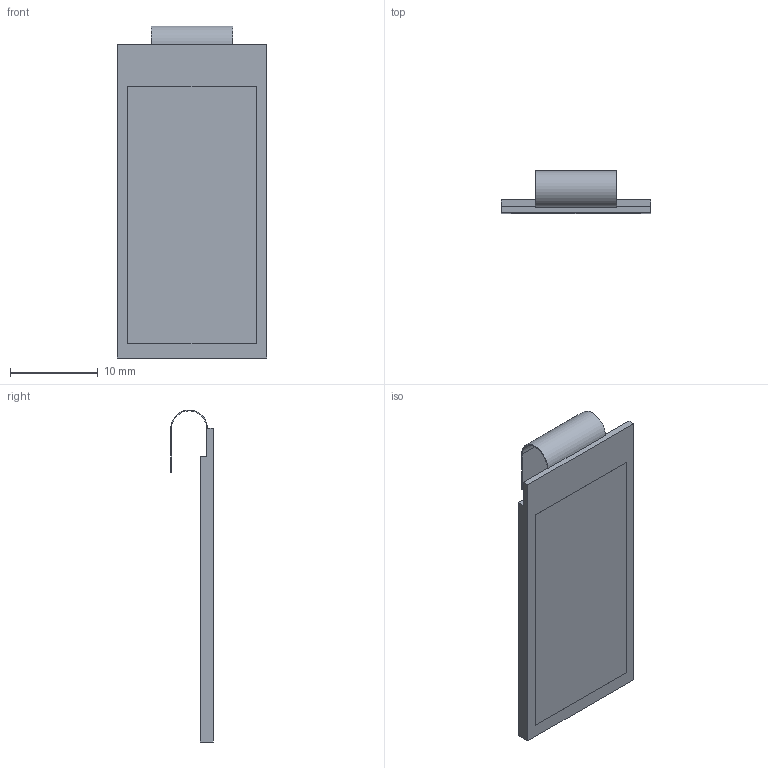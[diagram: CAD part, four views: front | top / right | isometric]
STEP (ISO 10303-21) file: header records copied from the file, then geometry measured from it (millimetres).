
FILE_DESCRIPTION(/* description */ (''),/* implementation_level */ '2;1');
FILE_NAME(/* name */ 'Display_1.3_inch.stp',/* time_stamp */ '2022-09-18T03:08:11+03:00',/* author */ ('NoName'),/* organization */ (''),/* preprocessor_version */ 'ST-DEVELOPER v18',/* originating_system */ 'Autodesk Inventor 2020',/* authorisation */ '');
FILE_SCHEMA (('AUTOMOTIVE_DESIGN { 1 0 10303 214 3 1 1 }'));
Length unit declared in the file: millimetre
Products named in the file (1): Display_1.3
Bounding box: 17.1 x 4.85 x 37.9 mm (x, y, z)
Volume: 883.6 mm3; surface area: 1594.5 mm2
Topology: 1 solids, 1 shells, 20 faces, 49 edges, 32 vertices
Faces by surface type: plane 18, cylinder 2
Entity records: 655 total; most frequent: CARTESIAN_POINT 102, ORIENTED_EDGE 98, DIRECTION 95, EDGE_CURVE 49, LINE 45, VECTOR 45, VERTEX_POINT 32, AXIS2_PLACEMENT_3D 25
